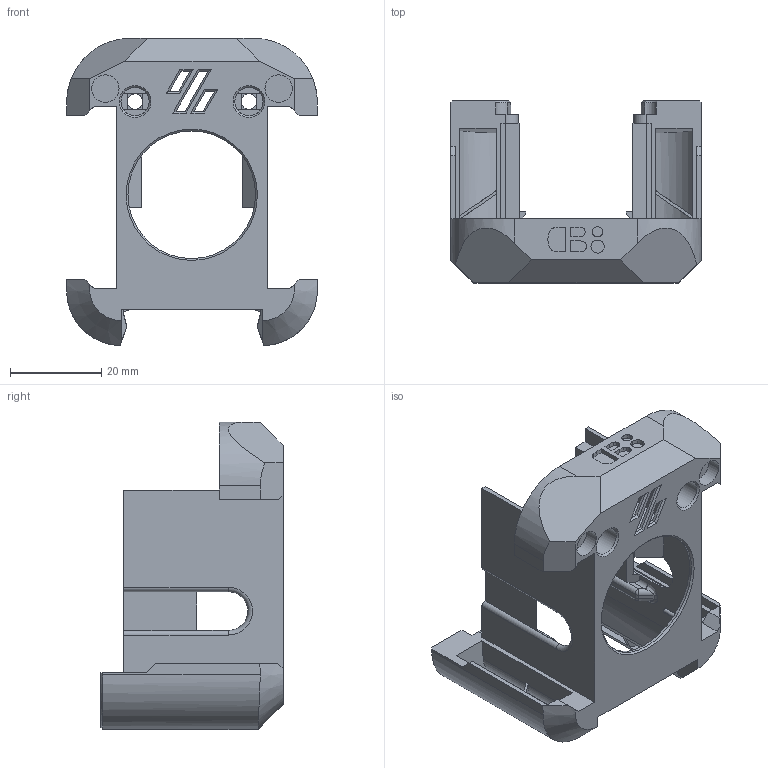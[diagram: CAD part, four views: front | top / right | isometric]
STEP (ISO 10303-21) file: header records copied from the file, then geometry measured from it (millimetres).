
FILE_DESCRIPTION(/* description */ (''),/* implementation_level */ '2;1');
FILE_NAME(/* name */ '',/* time_stamp */ '2025-04-25T20:59:05+03:00',/* author */ (''),/* organization */ (''),/* preprocessor_version */ 'ST-DEVELOPER v20.1',/* originating_system */ 'Autodesk Translation Framework v14.4.0.0',/* authorisation */ '');
FILE_SCHEMA (('AUTOMOTIVE_DESIGN { 1 0 10303 214 3 1 1 }'));
Length unit declared in the file: millimetre
Products named in the file (1): Крышка
Bounding box: 55 x 40 x 67.41 mm (x, y, z)
Volume: 16650.6 mm3; surface area: 18047.1 mm2
Topology: 1 solids, 2 shells, 362 faces, 981 edges, 628 vertices
Faces by surface type: plane 219, cylinder 69, bspline 46, cone 20, torus 4, sphere 4
Full cylindrical faces by diameter (mm): 2.9 x2, 3.4 x2, 4.7 x4, 6 x2, 6.2 x2, 28 x1
Entity records: 11806 total; most frequent: CARTESIAN_POINT 2820, ORIENTED_EDGE 1960, DIRECTION 1698, EDGE_CURVE 980, LINE 682, VECTOR 682, VERTEX_POINT 628, AXIS2_PLACEMENT_3D 508
